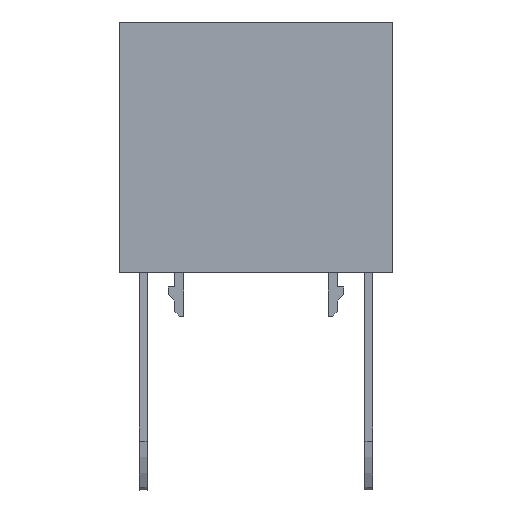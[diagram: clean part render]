
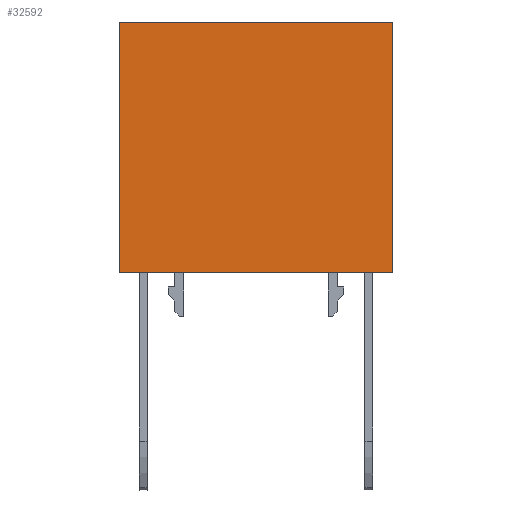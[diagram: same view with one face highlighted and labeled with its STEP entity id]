
A CAD part, front view. The second image highlights one B-rep face of the part: STEP entity #32592.
In plain terms, the highlighted planar face has unit normal (0, -1, 0).
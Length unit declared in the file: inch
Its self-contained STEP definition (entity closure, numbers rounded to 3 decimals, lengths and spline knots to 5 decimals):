
#15117=CARTESIAN_POINT('',(0.57185,-0.15748,0.54429));
#15118=VERTEX_POINT('',#15117);
#15133=CARTESIAN_POINT('',(-0.57185,-0.15748,0.54429));
#15134=VERTEX_POINT('',#15133);
#15141=CARTESIAN_POINT('',(0.57185,-0.15748,0.54429));
#15142=DIRECTION('',(-1.0,0.0,0.0));
#15143=VECTOR('',#15142,1.1437);
#15144=LINE('',#15141,#15143);
#15145=EDGE_CURVE('',#15118,#15134,#15144,.T.);
#32515=CARTESIAN_POINT('',(-0.57185,-0.15748,-0.50492));
#32516=VERTEX_POINT('',#32515);
#32524=CARTESIAN_POINT('',(0.57185,-0.15748,-0.50492));
#32525=VERTEX_POINT('',#32524);
#32532=CARTESIAN_POINT('',(-0.57185,-0.15748,-0.50492));
#32533=DIRECTION('',(1.0,0.0,0.0));
#32534=VECTOR('',#32533,1.1437);
#32535=LINE('',#32532,#32534);
#32536=EDGE_CURVE('',#32516,#32525,#32535,.T.);
#32564=CARTESIAN_POINT('',(0.57185,-0.15748,0.54429));
#32565=DIRECTION('',(0.0,0.0,-1.0));
#32566=VECTOR('',#32565,1.04921);
#32567=LINE('',#32564,#32566);
#32568=EDGE_CURVE('',#15118,#32525,#32567,.T.);
#32576=CARTESIAN_POINT('',(0.57185,-0.15748,0.0));
#32577=DIRECTION('',(0.0,-1.0,0.0));
#32578=DIRECTION('',(0.0,0.0,-1.0));
#32579=AXIS2_PLACEMENT_3D('',#32576,#32577,#32578);
#32580=PLANE('',#32579);
#32581=CARTESIAN_POINT('',(-0.57185,-0.15748,0.54429));
#32582=DIRECTION('',(0.0,0.0,-1.0));
#32583=VECTOR('',#32582,1.04921);
#32584=LINE('',#32581,#32583);
#32585=EDGE_CURVE('',#15134,#32516,#32584,.T.);
#32586=ORIENTED_EDGE('',*,*,#32585,.T.);
#32587=ORIENTED_EDGE('',*,*,#32536,.T.);
#32588=ORIENTED_EDGE('',*,*,#32568,.F.);
#32589=ORIENTED_EDGE('',*,*,#15145,.T.);
#32590=EDGE_LOOP('',(#32586,#32587,#32588,#32589));
#32591=FACE_OUTER_BOUND('',#32590,.T.);
#32592=ADVANCED_FACE('',(#32591),#32580,.T.);
